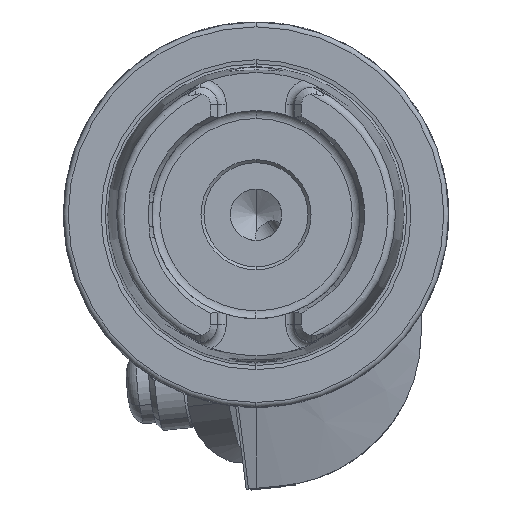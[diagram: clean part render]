
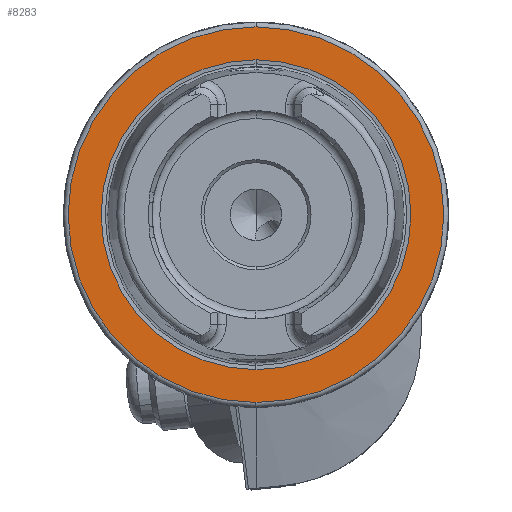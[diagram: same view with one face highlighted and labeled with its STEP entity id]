
A CAD part, left-side view. The second image highlights one B-rep face of the part: STEP entity #8283.
In plain terms, the highlighted planar face has unit normal (-1, 0, 0).
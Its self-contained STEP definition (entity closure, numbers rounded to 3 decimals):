
#1526 = DIRECTION ( 'NONE',  ( -1., 0., 0. ) ) ;
#1714 = AXIS2_PLACEMENT_3D ( 'NONE', #15841, #15942, #11980 ) ;
#2015 = EDGE_LOOP ( 'NONE', ( #9002, #4242 ) ) ;
#2141 = FACE_BOUND ( 'NONE', #7024, .T. ) ;
#2427 = VERTEX_POINT ( 'NONE', #12275 ) ;
#3050 = CIRCLE ( 'NONE', #17462, 30.7 ) ;
#3651 = VERTEX_POINT ( 'NONE', #17248 ) ;
#3717 = ORIENTED_EDGE ( 'NONE', *, *, #6968, .F. ) ;
#4242 = ORIENTED_EDGE ( 'NONE', *, *, #13048, .T. ) ;
#4628 = PLANE ( 'NONE',  #1714 ) ;
#4991 = DIRECTION ( 'NONE',  ( 0., 0., 1. ) ) ;
#5728 = DIRECTION ( 'NONE',  ( -1., 0., 0. ) ) ;
#5812 = DIRECTION ( 'NONE',  ( 0., 0., 1. ) ) ;
#6179 = CARTESIAN_POINT ( 'NONE',  ( 0., 0., 0. ) ) ;
#6251 = AXIS2_PLACEMENT_3D ( 'NONE', #6365, #17596, #4991 ) ;
#6365 = CARTESIAN_POINT ( 'NONE',  ( 0., 0., 0. ) ) ;
#6578 = CARTESIAN_POINT ( 'NONE',  ( 0., 0., -30.7 ) ) ;
#6943 = CARTESIAN_POINT ( 'NONE',  ( 0., 0., -25.324 ) ) ;
#6968 = EDGE_CURVE ( 'NONE', #12838, #2427, #8047, .T. ) ;
#7024 = EDGE_LOOP ( 'NONE', ( #17700, #3717 ) ) ;
#7196 = CARTESIAN_POINT ( 'NONE',  ( 0., 0., 0. ) ) ;
#8047 = CIRCLE ( 'NONE', #11932, 25.324 ) ;
#8283 = ADVANCED_FACE ( 'NONE', ( #2141, #10314 ), #4628, .F. ) ;
#9002 = ORIENTED_EDGE ( 'NONE', *, *, #12111, .T. ) ;
#10314 = FACE_OUTER_BOUND ( 'NONE', #2015, .T. ) ;
#11280 = CARTESIAN_POINT ( 'NONE',  ( 0., 0., 0. ) ) ;
#11797 = DIRECTION ( 'NONE',  ( -1., 0., 0. ) ) ;
#11842 = CIRCLE ( 'NONE', #6251, 30.7 ) ;
#11932 = AXIS2_PLACEMENT_3D ( 'NONE', #7196, #5728, #5812 ) ;
#11980 = DIRECTION ( 'NONE',  ( 0., 0., -1. ) ) ;
#12005 = EDGE_CURVE ( 'NONE', #2427, #12838, #13001, .T. ) ;
#12111 = EDGE_CURVE ( 'NONE', #3651, #15024, #11842, .T. ) ;
#12275 = CARTESIAN_POINT ( 'NONE',  ( 0., 0., 25.324 ) ) ;
#12838 = VERTEX_POINT ( 'NONE', #6943 ) ;
#13001 = CIRCLE ( 'NONE', #14473, 25.324 ) ;
#13019 = DIRECTION ( 'NONE',  ( 0., 0., 1. ) ) ;
#13048 = EDGE_CURVE ( 'NONE', #15024, #3651, #3050, .T. ) ;
#14473 = AXIS2_PLACEMENT_3D ( 'NONE', #6179, #11797, #17425 ) ;
#15024 = VERTEX_POINT ( 'NONE', #6578 ) ;
#15841 = CARTESIAN_POINT ( 'NONE',  ( 0., 30.7, 0. ) ) ;
#15942 = DIRECTION ( 'NONE',  ( 1., 0., 0. ) ) ;
#17248 = CARTESIAN_POINT ( 'NONE',  ( 0., 0., 30.7 ) ) ;
#17425 = DIRECTION ( 'NONE',  ( 0., 0., 1. ) ) ;
#17462 = AXIS2_PLACEMENT_3D ( 'NONE', #11280, #1526, #13019 ) ;
#17596 = DIRECTION ( 'NONE',  ( -1., 0., 0. ) ) ;
#17700 = ORIENTED_EDGE ( 'NONE', *, *, #12005, .F. ) ;
